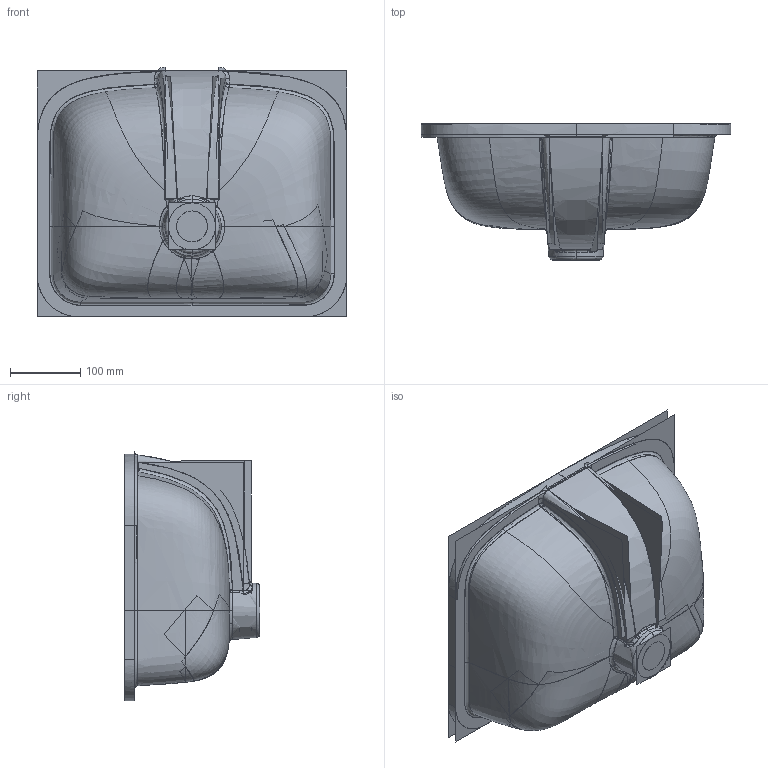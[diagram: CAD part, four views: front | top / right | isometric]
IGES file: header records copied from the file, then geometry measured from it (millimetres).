
Start section: JAMA-IS VERSION  1.0  PTC IGES file: low_m_uc-master.igs
Global section: file name: low_m_uc-master.igs; native system: Creo Parametric by PTC Inc.; preprocessor: 2021304; author: 10113193; organization: Unknown; date: 20230531.184759; units: millimetre
Bounding box: 440.04 x 192.79 x 354.79 mm (x, y, z)
Surface area: 1821786.8 mm2 (no closed solid volume)
Topology: 0 solids, 0 shells, 360 faces, 4518 edges, 5784 vertices
Faces by surface type: bspline 360
